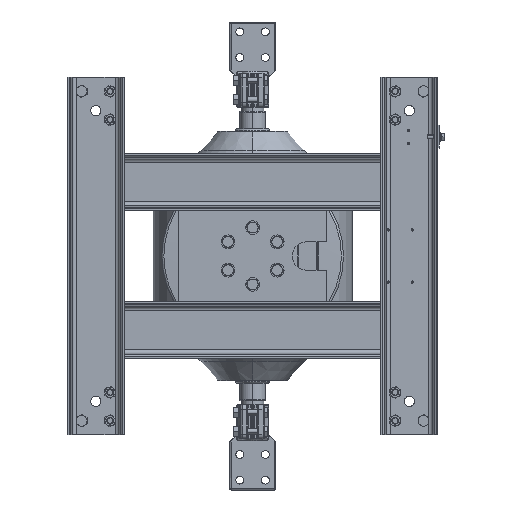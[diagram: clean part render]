
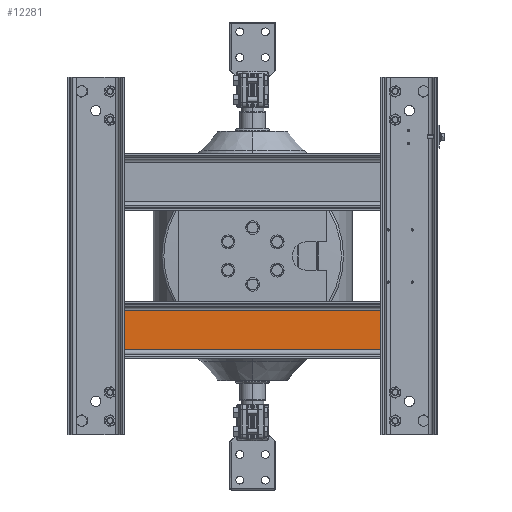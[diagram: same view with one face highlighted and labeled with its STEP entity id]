
A CAD part, front view. The second image highlights one B-rep face of the part: STEP entity #12281.
In plain terms, the highlighted planar face has unit normal (0, -1, 0).
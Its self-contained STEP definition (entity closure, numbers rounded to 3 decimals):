
#640 = CARTESIAN_POINT ( 'NONE',  ( -226., -14.5, -163.99 ) ) ;
#1093 = CARTESIAN_POINT ( 'NONE',  ( 226., -14.5, -163.99 ) ) ;
#1360 = CARTESIAN_POINT ( 'NONE',  ( -226., -14.5, -96.01 ) ) ;
#1371 = CARTESIAN_POINT ( 'NONE',  ( 226., -14.5, -96.01 ) ) ;
#5852 = CARTESIAN_POINT ( 'NONE',  ( -226., -14.5, -96.01 ) ) ;
#5856 = DIRECTION ( 'NONE',  ( 0., 0., -1. ) ) ;
#5863 = CARTESIAN_POINT ( 'NONE',  ( 226., -14.5, -96.01 ) ) ;
#5864 = DIRECTION ( 'NONE',  ( -1., 0., 0. ) ) ;
#9536 = FACE_OUTER_BOUND ( 'NONE', #25328, .T. ) ;
#12281 = ADVANCED_FACE ( 'NONE', ( #9536 ), #20037, .F. ) ;
#15108 = LINE ( 'NONE', #31856, #15109 ) ;
#15109 = VECTOR ( 'NONE', #31815, 1000. ) ;
#15110 = LINE ( 'NONE', #31726, #15111 ) ;
#15111 = VECTOR ( 'NONE', #31714, 1000. ) ;
#16144 = LINE ( 'NONE', #5852, #16150 ) ;
#16150 = VECTOR ( 'NONE', #5856, 1000. ) ;
#16156 = LINE ( 'NONE', #5863, #16157 ) ;
#16157 = VECTOR ( 'NONE', #5864, 1000. ) ;
#20030 = DIRECTION ( 'NONE',  ( 1., 0., 0. ) ) ;
#20032 = DIRECTION ( 'NONE',  ( 0., 1., 0. ) ) ;
#20037 = PLANE ( 'NONE',  #29033 ) ;
#20042 = CARTESIAN_POINT ( 'NONE',  ( 226., -14.5, -96.01 ) ) ;
#21193 = EDGE_CURVE ( 'NONE', #26691, #26890, #15108, .T. ) ;
#21194 = EDGE_CURVE ( 'NONE', #26572, #26691, #15110, .T. ) ;
#25328 = EDGE_LOOP ( 'NONE', ( #37896, #29333, #29334, #29335 ) ) ;
#26572 = VERTEX_POINT ( 'NONE', #1371 ) ;
#26578 = VERTEX_POINT ( 'NONE', #1360 ) ;
#26691 = VERTEX_POINT ( 'NONE', #1093 ) ;
#26890 = VERTEX_POINT ( 'NONE', #640 ) ;
#29033 = AXIS2_PLACEMENT_3D ( 'NONE', #20042, #20032, #20030 ) ;
#29333 = ORIENTED_EDGE ( 'NONE', *, *, #21193, .F. ) ;
#29334 = ORIENTED_EDGE ( 'NONE', *, *, #21194, .F. ) ;
#29335 = ORIENTED_EDGE ( 'NONE', *, *, #30069, .T. ) ;
#30068 = EDGE_CURVE ( 'NONE', #26578, #26890, #16144, .T. ) ;
#30069 = EDGE_CURVE ( 'NONE', #26572, #26578, #16156, .T. ) ;
#31714 = DIRECTION ( 'NONE',  ( 0., 0., -1. ) ) ;
#31726 = CARTESIAN_POINT ( 'NONE',  ( 226., -14.5, -96.01 ) ) ;
#31815 = DIRECTION ( 'NONE',  ( -1., 0., 0. ) ) ;
#31856 = CARTESIAN_POINT ( 'NONE',  ( 226., -14.5, -163.99 ) ) ;
#37896 = ORIENTED_EDGE ( 'NONE', *, *, #30068, .T. ) ;
